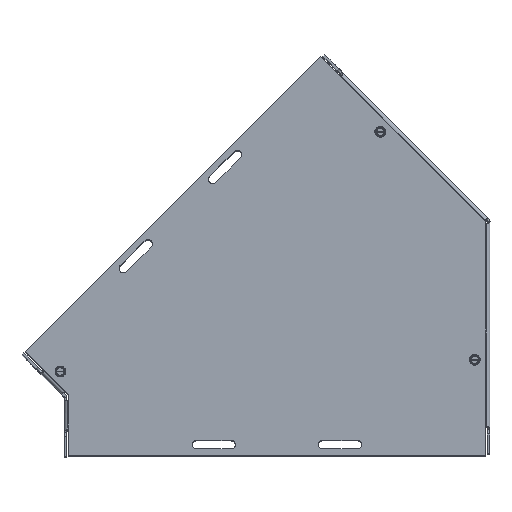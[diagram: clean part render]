
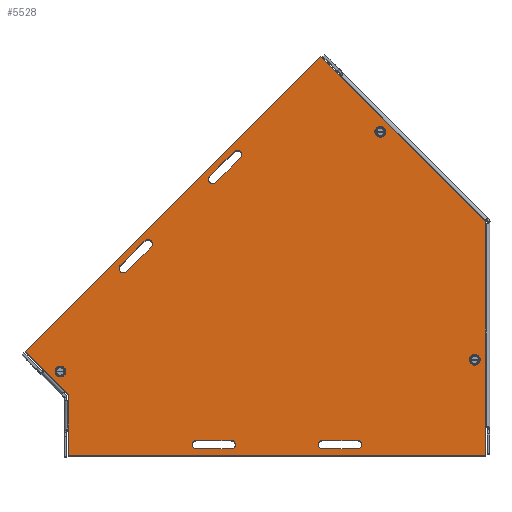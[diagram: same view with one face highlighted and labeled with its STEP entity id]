
A CAD part, top view. The second image highlights one B-rep face of the part: STEP entity #5528.
In plain terms, the highlighted planar face has unit normal (0, 0, 1).
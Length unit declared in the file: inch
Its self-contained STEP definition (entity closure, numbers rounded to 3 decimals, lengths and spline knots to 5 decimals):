
#179=FACE_BOUND('',#793,.T.);
#180=FACE_BOUND('',#794,.T.);
#181=FACE_BOUND('',#795,.T.);
#182=FACE_BOUND('',#796,.T.);
#183=FACE_BOUND('',#797,.T.);
#184=FACE_BOUND('',#798,.T.);
#185=FACE_BOUND('',#799,.T.);
#278=PLANE('',#5871);
#466=FACE_OUTER_BOUND('',#792,.T.);
#792=EDGE_LOOP('',(#3759,#3760,#3761,#3762,#3763,#3764));
#793=EDGE_LOOP('',(#3765,#3766,#3767,#3768));
#794=EDGE_LOOP('',(#3769,#3770,#3771,#3772));
#795=EDGE_LOOP('',(#3773,#3774,#3775,#3776));
#796=EDGE_LOOP('',(#3777,#3778,#3779,#3780));
#797=EDGE_LOOP('',(#3781));
#798=EDGE_LOOP('',(#3782));
#799=EDGE_LOOP('',(#3783));
#1168=LINE('',#7911,#1670);
#1172=LINE('',#7922,#1674);
#1176=LINE('',#7935,#1678);
#1180=LINE('',#7946,#1682);
#1184=LINE('',#7959,#1686);
#1188=LINE('',#7970,#1690);
#1192=LINE('',#7983,#1694);
#1196=LINE('',#7994,#1698);
#1198=LINE('',#8014,#1700);
#1202=LINE('',#8022,#1704);
#1205=LINE('',#8028,#1707);
#1208=LINE('',#8034,#1710);
#1211=LINE('',#8040,#1713);
#1214=LINE('',#8045,#1716);
#1670=VECTOR('',#6359,1.);
#1674=VECTOR('',#6371,1.);
#1678=VECTOR('',#6383,1.);
#1682=VECTOR('',#6395,1.);
#1686=VECTOR('',#6407,1.);
#1690=VECTOR('',#6419,1.);
#1694=VECTOR('',#6431,1.);
#1698=VECTOR('',#6443,1.);
#1700=VECTOR('',#6465,1.75);
#1704=VECTOR('',#6471,1.75);
#1707=VECTOR('',#6476,12.);
#1710=VECTOR('',#6481,6.72056);
#1713=VECTOR('',#6486,6.72056);
#1716=VECTOR('',#6491,12.);
#2170=CIRCLE('',#5824,0.125);
#2172=CIRCLE('',#5828,0.125);
#2174=CIRCLE('',#5832,0.125);
#2176=CIRCLE('',#5836,0.125);
#2178=CIRCLE('',#5840,0.125);
#2180=CIRCLE('',#5844,0.125);
#2182=CIRCLE('',#5848,0.125);
#2184=CIRCLE('',#5852,0.125);
#2186=CIRCLE('',#5856,0.125);
#2188=CIRCLE('',#5859,0.125);
#2190=CIRCLE('',#5862,0.125);
#2376=VERTEX_POINT('',#7901);
#2377=VERTEX_POINT('',#7902);
#2380=VERTEX_POINT('',#7910);
#2382=VERTEX_POINT('',#7916);
#2384=VERTEX_POINT('',#7925);
#2385=VERTEX_POINT('',#7926);
#2388=VERTEX_POINT('',#7934);
#2390=VERTEX_POINT('',#7940);
#2392=VERTEX_POINT('',#7949);
#2393=VERTEX_POINT('',#7950);
#2396=VERTEX_POINT('',#7958);
#2398=VERTEX_POINT('',#7964);
#2400=VERTEX_POINT('',#7973);
#2401=VERTEX_POINT('',#7974);
#2404=VERTEX_POINT('',#7982);
#2406=VERTEX_POINT('',#7988);
#2408=VERTEX_POINT('',#7997);
#2410=VERTEX_POINT('',#8002);
#2412=VERTEX_POINT('',#8007);
#2414=VERTEX_POINT('',#8012);
#2415=VERTEX_POINT('',#8013);
#2418=VERTEX_POINT('',#8021);
#2420=VERTEX_POINT('',#8027);
#2422=VERTEX_POINT('',#8033);
#2424=VERTEX_POINT('',#8039);
#2876=EDGE_CURVE('',#2376,#2377,#2170,.T.);
#2880=EDGE_CURVE('',#2380,#2376,#1168,.T.);
#2883=EDGE_CURVE('',#2382,#2380,#2172,.T.);
#2886=EDGE_CURVE('',#2377,#2382,#1172,.T.);
#2888=EDGE_CURVE('',#2384,#2385,#2174,.T.);
#2892=EDGE_CURVE('',#2388,#2384,#1176,.T.);
#2895=EDGE_CURVE('',#2390,#2388,#2176,.T.);
#2898=EDGE_CURVE('',#2385,#2390,#1180,.T.);
#2900=EDGE_CURVE('',#2392,#2393,#2178,.T.);
#2904=EDGE_CURVE('',#2396,#2392,#1184,.T.);
#2907=EDGE_CURVE('',#2398,#2396,#2180,.T.);
#2910=EDGE_CURVE('',#2393,#2398,#1188,.T.);
#2912=EDGE_CURVE('',#2400,#2401,#2182,.T.);
#2916=EDGE_CURVE('',#2404,#2400,#1192,.T.);
#2919=EDGE_CURVE('',#2406,#2404,#2184,.T.);
#2922=EDGE_CURVE('',#2401,#2406,#1196,.T.);
#2924=EDGE_CURVE('',#2408,#2408,#2186,.T.);
#2926=EDGE_CURVE('',#2410,#2410,#2188,.T.);
#2928=EDGE_CURVE('',#2412,#2412,#2190,.T.);
#2930=EDGE_CURVE('',#2414,#2415,#1198,.T.);
#2934=EDGE_CURVE('',#2415,#2418,#1202,.T.);
#2937=EDGE_CURVE('',#2418,#2420,#1205,.T.);
#2940=EDGE_CURVE('',#2420,#2422,#1208,.T.);
#2943=EDGE_CURVE('',#2422,#2424,#1211,.T.);
#2946=EDGE_CURVE('',#2424,#2414,#1214,.T.);
#3759=ORIENTED_EDGE('',*,*,#2930,.F.);
#3760=ORIENTED_EDGE('',*,*,#2946,.F.);
#3761=ORIENTED_EDGE('',*,*,#2943,.F.);
#3762=ORIENTED_EDGE('',*,*,#2940,.F.);
#3763=ORIENTED_EDGE('',*,*,#2937,.F.);
#3764=ORIENTED_EDGE('',*,*,#2934,.F.);
#3765=ORIENTED_EDGE('',*,*,#2876,.T.);
#3766=ORIENTED_EDGE('',*,*,#2886,.T.);
#3767=ORIENTED_EDGE('',*,*,#2883,.T.);
#3768=ORIENTED_EDGE('',*,*,#2880,.T.);
#3769=ORIENTED_EDGE('',*,*,#2888,.T.);
#3770=ORIENTED_EDGE('',*,*,#2898,.T.);
#3771=ORIENTED_EDGE('',*,*,#2895,.T.);
#3772=ORIENTED_EDGE('',*,*,#2892,.T.);
#3773=ORIENTED_EDGE('',*,*,#2900,.T.);
#3774=ORIENTED_EDGE('',*,*,#2910,.T.);
#3775=ORIENTED_EDGE('',*,*,#2907,.T.);
#3776=ORIENTED_EDGE('',*,*,#2904,.T.);
#3777=ORIENTED_EDGE('',*,*,#2912,.T.);
#3778=ORIENTED_EDGE('',*,*,#2922,.T.);
#3779=ORIENTED_EDGE('',*,*,#2919,.T.);
#3780=ORIENTED_EDGE('',*,*,#2916,.T.);
#3781=ORIENTED_EDGE('',*,*,#2924,.T.);
#3782=ORIENTED_EDGE('',*,*,#2926,.T.);
#3783=ORIENTED_EDGE('',*,*,#2928,.T.);
#5528=ADVANCED_FACE('',(#466,#179,#180,#181,#182,#183,#184,#185),#278,.T.);
#5824=AXIS2_PLACEMENT_3D('',#7903,#6351,#6352);
#5828=AXIS2_PLACEMENT_3D('',#7917,#6364,#6365);
#5832=AXIS2_PLACEMENT_3D('',#7927,#6375,#6376);
#5836=AXIS2_PLACEMENT_3D('',#7941,#6388,#6389);
#5840=AXIS2_PLACEMENT_3D('',#7951,#6399,#6400);
#5844=AXIS2_PLACEMENT_3D('',#7965,#6412,#6413);
#5848=AXIS2_PLACEMENT_3D('',#7975,#6423,#6424);
#5852=AXIS2_PLACEMENT_3D('',#7989,#6436,#6437);
#5856=AXIS2_PLACEMENT_3D('',#7998,#6447,#6448);
#5859=AXIS2_PLACEMENT_3D('',#8003,#6453,#6454);
#5862=AXIS2_PLACEMENT_3D('',#8008,#6459,#6460);
#5871=AXIS2_PLACEMENT_3D('',#8048,#6495,#6496);
#6351=DIRECTION('center_axis',(0.,0.,-1.));
#6352=DIRECTION('ref_axis',(0.707,-0.707,0.));
#6359=DIRECTION('',(0.707,0.707,0.));
#6364=DIRECTION('center_axis',(0.,0.,-1.));
#6365=DIRECTION('ref_axis',(-0.707,0.707,0.));
#6371=DIRECTION('',(-0.707,-0.707,0.));
#6375=DIRECTION('center_axis',(0.,0.,-1.));
#6376=DIRECTION('ref_axis',(0.707,-0.707,0.));
#6383=DIRECTION('',(0.707,0.707,0.));
#6388=DIRECTION('center_axis',(0.,0.,-1.));
#6389=DIRECTION('ref_axis',(-0.707,0.707,0.));
#6395=DIRECTION('',(-0.707,-0.707,0.));
#6399=DIRECTION('center_axis',(0.,0.,-1.));
#6400=DIRECTION('ref_axis',(0.,-1.,0.));
#6407=DIRECTION('',(1.,0.,0.));
#6412=DIRECTION('center_axis',(0.,0.,-1.));
#6413=DIRECTION('ref_axis',(0.,1.,0.));
#6419=DIRECTION('',(-1.,0.,0.));
#6423=DIRECTION('center_axis',(0.,0.,-1.));
#6424=DIRECTION('ref_axis',(0.,-1.,0.));
#6431=DIRECTION('',(-1.,0.,0.));
#6436=DIRECTION('center_axis',(0.,0.,-1.));
#6437=DIRECTION('ref_axis',(0.,1.,0.));
#6443=DIRECTION('',(1.,0.,0.));
#6447=DIRECTION('center_axis',(0.,0.,-1.));
#6448=DIRECTION('ref_axis',(-1.,0.,0.));
#6453=DIRECTION('center_axis',(0.,0.,-1.));
#6454=DIRECTION('ref_axis',(-1.,0.,0.));
#6459=DIRECTION('center_axis',(0.,0.,-1.));
#6460=DIRECTION('ref_axis',(-1.,0.,0.));
#6465=DIRECTION('',(0.,1.,0.));
#6471=DIRECTION('',(-0.707,0.707,0.));
#6476=DIRECTION('',(0.707,0.707,0.));
#6481=DIRECTION('',(0.707,-0.707,0.));
#6486=DIRECTION('',(0.,-1.,0.));
#6491=DIRECTION('',(-1.,0.,0.));
#6495=DIRECTION('center_axis',(0.,0.,1.));
#6496=DIRECTION('ref_axis',(1.,0.,0.));
#7901=CARTESIAN_POINT('',(2.20971,6.16942,0.074));
#7902=CARTESIAN_POINT('',(2.38649,5.99264,0.074));
#7903=CARTESIAN_POINT('Origin',(2.2981,6.08103,0.074));
#7910=CARTESIAN_POINT('',(1.5026,5.46231,0.074));
#7911=CARTESIAN_POINT('',(2.37769,6.3374,0.074));
#7916=CARTESIAN_POINT('',(1.67938,5.28553,0.074));
#7917=CARTESIAN_POINT('Origin',(1.59099,5.37392,0.074));
#7922=CARTESIAN_POINT('',(2.90802,6.51417,0.074));
#7925=CARTESIAN_POINT('',(4.77297,8.73268,0.074));
#7926=CARTESIAN_POINT('',(4.94975,8.5559,0.074));
#7927=CARTESIAN_POINT('Origin',(4.86136,8.64429,0.074));
#7934=CARTESIAN_POINT('',(4.06586,8.02557,0.074));
#7935=CARTESIAN_POINT('',(3.65932,7.61903,0.074));
#7940=CARTESIAN_POINT('',(4.24264,7.8488,0.074));
#7941=CARTESIAN_POINT('Origin',(4.15425,7.93718,0.074));
#7946=CARTESIAN_POINT('',(4.18965,7.79581,0.074));
#7949=CARTESIAN_POINT('',(8.3125,0.4375,0.074));
#7950=CARTESIAN_POINT('',(8.3125,0.1875,0.074));
#7951=CARTESIAN_POINT('Origin',(8.3125,0.3125,0.074));
#7958=CARTESIAN_POINT('',(7.3125,0.4375,0.074));
#7959=CARTESIAN_POINT('',(6.73756,0.4375,0.074));
#7964=CARTESIAN_POINT('',(7.3125,0.1875,0.074));
#7965=CARTESIAN_POINT('Origin',(7.3125,0.3125,0.074));
#7970=CARTESIAN_POINT('',(7.23756,0.1875,0.074));
#7973=CARTESIAN_POINT('',(3.6875,0.1875,0.074));
#7974=CARTESIAN_POINT('',(3.6875,0.4375,0.074));
#7975=CARTESIAN_POINT('Origin',(3.6875,0.3125,0.074));
#7982=CARTESIAN_POINT('',(4.6875,0.1875,0.074));
#7983=CARTESIAN_POINT('',(5.42506,0.1875,0.074));
#7988=CARTESIAN_POINT('',(4.6875,0.4375,0.074));
#7989=CARTESIAN_POINT('Origin',(4.6875,0.3125,0.074));
#7994=CARTESIAN_POINT('',(4.92506,0.4375,0.074));
#7997=CARTESIAN_POINT('',(11.8125,2.75,0.074));
#7998=CARTESIAN_POINT('Origin',(11.6875,2.75,0.074));
#8002=CARTESIAN_POINT('',(9.09642,9.3072,0.074));
#8003=CARTESIAN_POINT('Origin',(8.97142,9.3072,0.074));
#8007=CARTESIAN_POINT('',(-0.09597,2.41291,0.074));
#8008=CARTESIAN_POINT('Origin',(-0.22097,2.41291,0.074));
#8012=CARTESIAN_POINT('',(0.,0.,0.074));
#8013=CARTESIAN_POINT('',(0.,1.75,0.074));
#8014=CARTESIAN_POINT('',(0.,1.75,0.074));
#8021=CARTESIAN_POINT('',(-1.23744,2.98744,0.074));
#8022=CARTESIAN_POINT('',(-1.23744,2.98744,0.074));
#8027=CARTESIAN_POINT('',(7.24784,11.47272,0.074));
#8028=CARTESIAN_POINT('',(7.24784,11.47272,0.074));
#8033=CARTESIAN_POINT('',(12.,6.72056,0.074));
#8034=CARTESIAN_POINT('',(12.,6.72056,0.074));
#8039=CARTESIAN_POINT('',(12.,0.,0.074));
#8040=CARTESIAN_POINT('',(12.,0.,0.074));
#8045=CARTESIAN_POINT('',(0.,0.,0.074));
#8048=CARTESIAN_POINT('Origin',(6.16262,4.30264,0.074));
